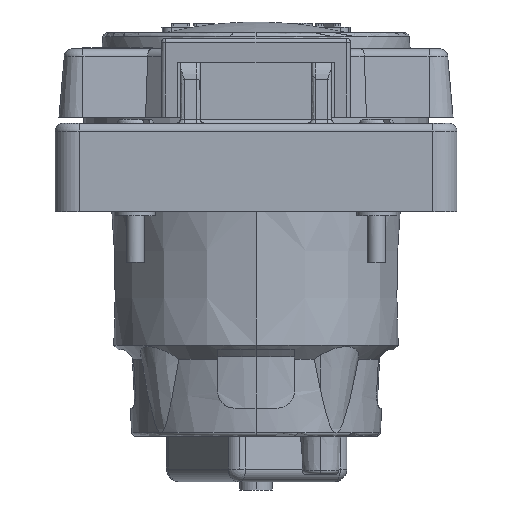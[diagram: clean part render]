
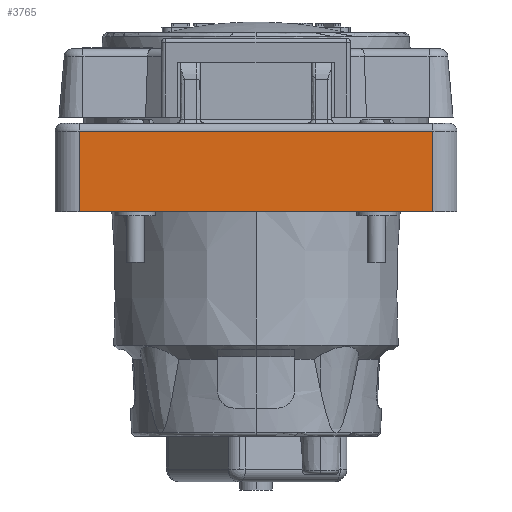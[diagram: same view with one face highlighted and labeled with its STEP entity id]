
A CAD part, front view. The second image highlights one B-rep face of the part: STEP entity #3765.
In plain terms, the highlighted planar face has unit normal (0, -1, 0).
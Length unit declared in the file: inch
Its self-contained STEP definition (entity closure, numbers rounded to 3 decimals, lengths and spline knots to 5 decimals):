
#1096 = CARTESIAN_POINT ( 'NONE',  ( -1.3755, -2.3125, -0.16017 ) ) ;
#1518 = CARTESIAN_POINT ( 'NONE',  ( 1.3755, -2.3125, -0.16017 ) ) ;
#2273 = LINE ( 'NONE', #21557, #20987 ) ;
#3267 = LINE ( 'NONE', #16349, #3706 ) ;
#3706 = VECTOR ( 'NONE', #27002, 39.37008 ) ;
#3765 = ADVANCED_FACE ( 'NONE', ( #16848 ), #15294, .T. ) ;
#3852 = LINE ( 'NONE', #26324, #14291 ) ;
#4085 = CARTESIAN_POINT ( 'NONE',  ( -1.3755, -2.3125, -0.78517 ) ) ;
#5899 = EDGE_CURVE ( 'NONE', #16261, #24676, #3852, .T. ) ;
#6766 = DIRECTION ( 'NONE',  ( 0., 0., -1. ) ) ;
#7528 = EDGE_CURVE ( 'NONE', #16487, #13654, #3267, .T. ) ;
#8791 = ORIENTED_EDGE ( 'NONE', *, *, #7528, .F. ) ;
#8911 = ORIENTED_EDGE ( 'NONE', *, *, #21079, .T. ) ;
#10647 = EDGE_LOOP ( 'NONE', ( #17736, #8791, #8911, #24015 ) ) ;
#11401 = DIRECTION ( 'NONE',  ( 0., -1., 0. ) ) ;
#12410 = CARTESIAN_POINT ( 'NONE',  ( 1.3755, -2.3125, -0.78517 ) ) ;
#12711 = LINE ( 'NONE', #4085, #18555 ) ;
#13214 = CARTESIAN_POINT ( 'NONE',  ( -1.3755, -2.3125, -0.78517 ) ) ;
#13654 = VERTEX_POINT ( 'NONE', #1518 ) ;
#14291 = VECTOR ( 'NONE', #28969, 39.37008 ) ;
#15294 = PLANE ( 'NONE',  #22169 ) ;
#16261 = VERTEX_POINT ( 'NONE', #13214 ) ;
#16349 = CARTESIAN_POINT ( 'NONE',  ( 0., -2.3125, -0.16017 ) ) ;
#16487 = VERTEX_POINT ( 'NONE', #1096 ) ;
#16848 = FACE_OUTER_BOUND ( 'NONE', #10647, .T. ) ;
#17736 = ORIENTED_EDGE ( 'NONE', *, *, #32814, .F. ) ;
#18555 = VECTOR ( 'NONE', #6766, 39.37008 ) ;
#20987 = VECTOR ( 'NONE', #23891, 39.37008 ) ;
#21079 = EDGE_CURVE ( 'NONE', #16487, #16261, #12711, .T. ) ;
#21557 = CARTESIAN_POINT ( 'NONE',  ( 1.3755, -2.3125, -0.78517 ) ) ;
#22169 = AXIS2_PLACEMENT_3D ( 'NONE', #31324, #11401, #33282 ) ;
#23891 = DIRECTION ( 'NONE',  ( 0., 0., -1. ) ) ;
#24015 = ORIENTED_EDGE ( 'NONE', *, *, #5899, .T. ) ;
#24676 = VERTEX_POINT ( 'NONE', #12410 ) ;
#26324 = CARTESIAN_POINT ( 'NONE',  ( 1.3755, -2.3125, -0.78517 ) ) ;
#27002 = DIRECTION ( 'NONE',  ( 1., 0., 0. ) ) ;
#28969 = DIRECTION ( 'NONE',  ( 1., 0., 0. ) ) ;
#31324 = CARTESIAN_POINT ( 'NONE',  ( 1.3755, -2.3125, -0.78517 ) ) ;
#32814 = EDGE_CURVE ( 'NONE', #13654, #24676, #2273, .T. ) ;
#33282 = DIRECTION ( 'NONE',  ( 1., 0., 0. ) ) ;
